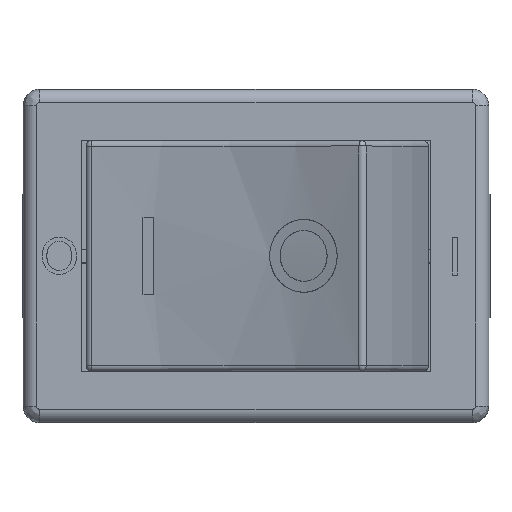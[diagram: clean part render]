
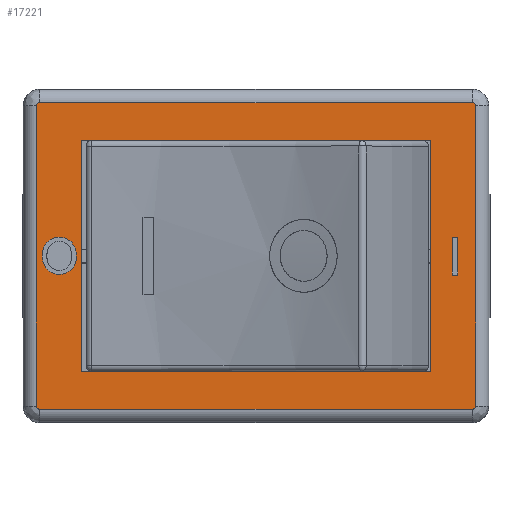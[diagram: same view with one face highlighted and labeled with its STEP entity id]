
A CAD part, top view. The second image highlights one B-rep face of the part: STEP entity #17221.
In plain terms, the highlighted planar face has unit normal (0, 0, 1).
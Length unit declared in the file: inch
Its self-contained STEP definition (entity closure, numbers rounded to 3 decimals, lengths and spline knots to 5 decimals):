
#740=B_SPLINE_CURVE_WITH_KNOTS('',2,(#29736,#29737,#29738,#29739),
 .UNSPECIFIED.,.F.,.F.,(3,1,3),(0.,1.,2.),.UNSPECIFIED.);
#742=B_SPLINE_CURVE_WITH_KNOTS('',2,(#29753,#29754,#29755),
 .UNSPECIFIED.,.F.,.F.,(3,3),(0.,1.),.UNSPECIFIED.);
#744=B_SPLINE_CURVE_WITH_KNOTS('',2,(#29768,#29769,#29770),
 .UNSPECIFIED.,.F.,.F.,(3,3),(0.,1.),.UNSPECIFIED.);
#746=B_SPLINE_CURVE_WITH_KNOTS('',2,(#29783,#29784,#29785),
 .UNSPECIFIED.,.F.,.F.,(3,3),(0.,1.),.UNSPECIFIED.);
#748=B_SPLINE_CURVE_WITH_KNOTS('',2,(#29798,#29799,#29800),
 .UNSPECIFIED.,.F.,.F.,(3,3),(0.,1.),.UNSPECIFIED.);
#750=B_SPLINE_CURVE_WITH_KNOTS('',2,(#29813,#29814,#29815,#29816),
 .UNSPECIFIED.,.F.,.F.,(3,1,3),(0.,1.,2.),.UNSPECIFIED.);
#977=FACE_BOUND('',#2757,.T.);
#978=FACE_BOUND('',#2758,.T.);
#979=FACE_BOUND('',#2759,.T.);
#1094=CIRCLE('',#18039,0.00591);
#1095=CIRCLE('',#18040,0.00591);
#1096=CIRCLE('',#18041,0.00591);
#1097=CIRCLE('',#18042,0.00591);
#1760=FACE_OUTER_BOUND('',#2756,.T.);
#2756=EDGE_LOOP('',(#14390,#14391,#14392,#14393,#14394,#14395,#14396,#14397));
#2757=EDGE_LOOP('',(#14398,#14399,#14400,#14401));
#2758=EDGE_LOOP('',(#14402,#14403,#14404,#14405));
#2759=EDGE_LOOP('',(#14406,#14407,#14408,#14409,#14410,#14411));
#4286=LINE('',#29825,#6138);
#4290=LINE('',#29832,#6142);
#4293=LINE('',#29838,#6145);
#4295=LINE('',#29841,#6147);
#4296=LINE('',#29846,#6148);
#4297=LINE('',#29850,#6149);
#4298=LINE('',#29854,#6150);
#4299=LINE('',#29858,#6151);
#4300=LINE('',#29862,#6152);
#4301=LINE('',#29864,#6153);
#4302=LINE('',#29866,#6154);
#4303=LINE('',#29867,#6155);
#6138=VECTOR('',#20528,0.3937);
#6142=VECTOR('',#20534,0.3937);
#6145=VECTOR('',#20539,0.3937);
#6147=VECTOR('',#20543,0.3937);
#6148=VECTOR('',#20548,0.3937);
#6149=VECTOR('',#20551,0.3937);
#6150=VECTOR('',#20554,0.3937);
#6151=VECTOR('',#20557,0.3937);
#6152=VECTOR('',#20560,0.3937);
#6153=VECTOR('',#20561,0.3937);
#6154=VECTOR('',#20562,0.3937);
#6155=VECTOR('',#20563,0.3937);
#7935=VERTEX_POINT('',#29733);
#7936=VERTEX_POINT('',#29735);
#7938=VERTEX_POINT('',#29751);
#7940=VERTEX_POINT('',#29766);
#7942=VERTEX_POINT('',#29781);
#7944=VERTEX_POINT('',#29796);
#7947=VERTEX_POINT('',#29822);
#7948=VERTEX_POINT('',#29824);
#7950=VERTEX_POINT('',#29830);
#7952=VERTEX_POINT('',#29836);
#7953=VERTEX_POINT('',#29844);
#7954=VERTEX_POINT('',#29845);
#7955=VERTEX_POINT('',#29847);
#7956=VERTEX_POINT('',#29849);
#7957=VERTEX_POINT('',#29851);
#7958=VERTEX_POINT('',#29853);
#7959=VERTEX_POINT('',#29855);
#7960=VERTEX_POINT('',#29857);
#7961=VERTEX_POINT('',#29860);
#7962=VERTEX_POINT('',#29861);
#7963=VERTEX_POINT('',#29863);
#7964=VERTEX_POINT('',#29865);
#10167=EDGE_CURVE('',#7936,#7935,#740,.T.);
#10171=EDGE_CURVE('',#7935,#7938,#742,.T.);
#10174=EDGE_CURVE('',#7938,#7940,#744,.T.);
#10177=EDGE_CURVE('',#7940,#7942,#746,.T.);
#10180=EDGE_CURVE('',#7942,#7944,#748,.T.);
#10182=EDGE_CURVE('',#7944,#7936,#750,.T.);
#10185=EDGE_CURVE('',#7948,#7947,#4286,.T.);
#10189=EDGE_CURVE('',#7947,#7950,#4290,.T.);
#10192=EDGE_CURVE('',#7950,#7952,#4293,.T.);
#10194=EDGE_CURVE('',#7952,#7948,#4295,.T.);
#10195=EDGE_CURVE('',#7953,#7954,#4296,.T.);
#10196=EDGE_CURVE('',#7955,#7953,#1094,.T.);
#10197=EDGE_CURVE('',#7956,#7955,#4297,.T.);
#10198=EDGE_CURVE('',#7957,#7956,#1095,.T.);
#10199=EDGE_CURVE('',#7958,#7957,#4298,.T.);
#10200=EDGE_CURVE('',#7959,#7958,#1096,.T.);
#10201=EDGE_CURVE('',#7960,#7959,#4299,.T.);
#10202=EDGE_CURVE('',#7954,#7960,#1097,.T.);
#10203=EDGE_CURVE('',#7961,#7962,#4300,.T.);
#10204=EDGE_CURVE('',#7962,#7963,#4301,.T.);
#10205=EDGE_CURVE('',#7963,#7964,#4302,.T.);
#10206=EDGE_CURVE('',#7964,#7961,#4303,.T.);
#14390=ORIENTED_EDGE('',*,*,#10195,.F.);
#14391=ORIENTED_EDGE('',*,*,#10196,.F.);
#14392=ORIENTED_EDGE('',*,*,#10197,.F.);
#14393=ORIENTED_EDGE('',*,*,#10198,.F.);
#14394=ORIENTED_EDGE('',*,*,#10199,.F.);
#14395=ORIENTED_EDGE('',*,*,#10200,.F.);
#14396=ORIENTED_EDGE('',*,*,#10201,.F.);
#14397=ORIENTED_EDGE('',*,*,#10202,.F.);
#14398=ORIENTED_EDGE('',*,*,#10203,.T.);
#14399=ORIENTED_EDGE('',*,*,#10204,.T.);
#14400=ORIENTED_EDGE('',*,*,#10205,.T.);
#14401=ORIENTED_EDGE('',*,*,#10206,.T.);
#14402=ORIENTED_EDGE('',*,*,#10185,.T.);
#14403=ORIENTED_EDGE('',*,*,#10189,.T.);
#14404=ORIENTED_EDGE('',*,*,#10192,.T.);
#14405=ORIENTED_EDGE('',*,*,#10194,.T.);
#14406=ORIENTED_EDGE('',*,*,#10167,.T.);
#14407=ORIENTED_EDGE('',*,*,#10171,.T.);
#14408=ORIENTED_EDGE('',*,*,#10174,.T.);
#14409=ORIENTED_EDGE('',*,*,#10177,.T.);
#14410=ORIENTED_EDGE('',*,*,#10180,.T.);
#14411=ORIENTED_EDGE('',*,*,#10182,.T.);
#16363=PLANE('',#18038);
#17221=ADVANCED_FACE('',(#1760,#977,#978,#979),#16363,.T.);
#18038=AXIS2_PLACEMENT_3D('',#29843,#20546,#20547);
#18039=AXIS2_PLACEMENT_3D('',#29848,#20549,#20550);
#18040=AXIS2_PLACEMENT_3D('',#29852,#20552,#20553);
#18041=AXIS2_PLACEMENT_3D('',#29856,#20555,#20556);
#18042=AXIS2_PLACEMENT_3D('',#29859,#20558,#20559);
#20528=DIRECTION('',(1.,0.,0.));
#20534=DIRECTION('',(0.,-1.,0.));
#20539=DIRECTION('',(-1.,0.,0.));
#20543=DIRECTION('',(0.,1.,0.));
#20546=DIRECTION('center_axis',(0.,0.,
1.));
#20547=DIRECTION('ref_axis',(1.,0.,0.));
#20548=DIRECTION('',(0.,1.,0.));
#20549=DIRECTION('center_axis',(0.,0.,
-1.));
#20550=DIRECTION('ref_axis',(-0.707,-0.707,0.));
#20551=DIRECTION('',(-1.,0.,0.));
#20552=DIRECTION('center_axis',(0.,0.,
-1.));
#20553=DIRECTION('ref_axis',(0.707,-0.707,0.));
#20554=DIRECTION('',(0.,-1.,0.));
#20555=DIRECTION('center_axis',(0.,0.,
-1.));
#20556=DIRECTION('ref_axis',(0.707,0.707,0.));
#20557=DIRECTION('',(1.,0.,0.));
#20558=DIRECTION('center_axis',(0.,0.,
-1.));
#20559=DIRECTION('ref_axis',(-0.707,0.707,0.));
#20560=DIRECTION('',(0.,-1.,0.));
#20561=DIRECTION('',(-1.,0.,0.));
#20562=DIRECTION('',(0.,1.,0.));
#20563=DIRECTION('',(1.,0.,0.));
#29733=CARTESIAN_POINT('',(-0.38114,0.0002,0.62992));
#29735=CARTESIAN_POINT('',(-0.35097,-0.03272,0.62992));
#29736=CARTESIAN_POINT('Ctrl Pts',(-0.35097,-0.03272,
0.62992));
#29737=CARTESIAN_POINT('Ctrl Pts',(-0.36449,-0.03272,
0.62992));
#29738=CARTESIAN_POINT('Ctrl Pts',(-0.38114,-0.01449,
0.62992));
#29739=CARTESIAN_POINT('Ctrl Pts',(-0.38114,0.0002,
0.62992));
#29751=CARTESIAN_POINT('',(-0.37353,0.02345,0.62992));
#29753=CARTESIAN_POINT('Ctrl Pts',(-0.38114,0.0002,
0.62992));
#29754=CARTESIAN_POINT('Ctrl Pts',(-0.38114,0.01436,
0.62992));
#29755=CARTESIAN_POINT('Ctrl Pts',(-0.37353,0.02345,
0.62992));
#29766=CARTESIAN_POINT('',(-0.35092,0.03313,0.62992));
#29768=CARTESIAN_POINT('Ctrl Pts',(-0.37353,0.02345,
0.62992));
#29769=CARTESIAN_POINT('Ctrl Pts',(-0.36522,0.03313,
0.62992));
#29770=CARTESIAN_POINT('Ctrl Pts',(-0.35092,0.03313,
0.62992));
#29781=CARTESIAN_POINT('',(-0.32793,0.0231,0.62992));
#29783=CARTESIAN_POINT('Ctrl Pts',(-0.35092,0.03313,
0.62992));
#29784=CARTESIAN_POINT('Ctrl Pts',(-0.33628,0.03313,
0.62992));
#29785=CARTESIAN_POINT('Ctrl Pts',(-0.32793,0.0231,
0.62992));
#29796=CARTESIAN_POINT('',(-0.32031,-0.00034,0.62992));
#29798=CARTESIAN_POINT('Ctrl Pts',(-0.32793,0.0231,
0.62992));
#29799=CARTESIAN_POINT('Ctrl Pts',(-0.32031,0.01396,
0.62992));
#29800=CARTESIAN_POINT('Ctrl Pts',(-0.32031,-0.00034,
0.62992));
#29813=CARTESIAN_POINT('Ctrl Pts',(-0.32031,-0.00034,
0.62992));
#29814=CARTESIAN_POINT('Ctrl Pts',(-0.32031,-0.01483,
0.62992));
#29815=CARTESIAN_POINT('Ctrl Pts',(-0.33717,-0.03272,
0.62992));
#29816=CARTESIAN_POINT('Ctrl Pts',(-0.35097,-0.03272,
0.62992));
#29822=CARTESIAN_POINT('',(0.3594,0.0329,0.62992));
#29824=CARTESIAN_POINT('',(0.34966,0.0329,0.62992));
#29825=CARTESIAN_POINT('',(0.17483,0.0329,0.62992));
#29830=CARTESIAN_POINT('',(0.3594,-0.03403,0.62992));
#29832=CARTESIAN_POINT('',(0.3594,0.01645,0.62992));
#29836=CARTESIAN_POINT('',(0.34966,-0.03403,0.62992));
#29838=CARTESIAN_POINT('',(0.1797,-0.03403,0.62992));
#29841=CARTESIAN_POINT('',(0.34966,-0.01701,0.62992));
#29843=CARTESIAN_POINT('Origin',(0.,0.,
0.62992));
#29844=CARTESIAN_POINT('',(-0.39173,-0.26772,0.62992));
#29845=CARTESIAN_POINT('',(-0.39173,0.26772,0.62992));
#29846=CARTESIAN_POINT('',(-0.39173,-0.13386,0.62992));
#29847=CARTESIAN_POINT('',(-0.38583,-0.27362,0.62992));
#29848=CARTESIAN_POINT('Origin',(-0.38583,-0.26772,
0.62992));
#29849=CARTESIAN_POINT('',(0.38583,-0.27362,0.62992));
#29850=CARTESIAN_POINT('',(0.19291,-0.27362,0.62992));
#29851=CARTESIAN_POINT('',(0.39173,-0.26772,0.62992));
#29852=CARTESIAN_POINT('Origin',(0.38583,-0.26772,0.62992));
#29853=CARTESIAN_POINT('',(0.39173,0.26772,0.62992));
#29854=CARTESIAN_POINT('',(0.39173,0.13386,0.62992));
#29855=CARTESIAN_POINT('',(0.38583,0.27362,0.62992));
#29856=CARTESIAN_POINT('Origin',(0.38583,0.26772,0.62992));
#29857=CARTESIAN_POINT('',(-0.38583,0.27362,0.62992));
#29858=CARTESIAN_POINT('',(-0.19291,0.27362,0.62992));
#29859=CARTESIAN_POINT('Origin',(-0.38583,0.26772,0.62992));
#29860=CARTESIAN_POINT('',(0.31102,0.20669,0.62992));
#29861=CARTESIAN_POINT('',(0.31102,-0.20669,0.62992));
#29862=CARTESIAN_POINT('',(0.31102,-0.10335,0.62992));
#29863=CARTESIAN_POINT('',(-0.31102,-0.20669,0.62992));
#29864=CARTESIAN_POINT('',(-0.15551,-0.20669,0.62992));
#29865=CARTESIAN_POINT('',(-0.31102,0.20669,0.62992));
#29866=CARTESIAN_POINT('',(-0.31102,0.10335,0.62992));
#29867=CARTESIAN_POINT('',(0.15551,0.20669,0.62992));
